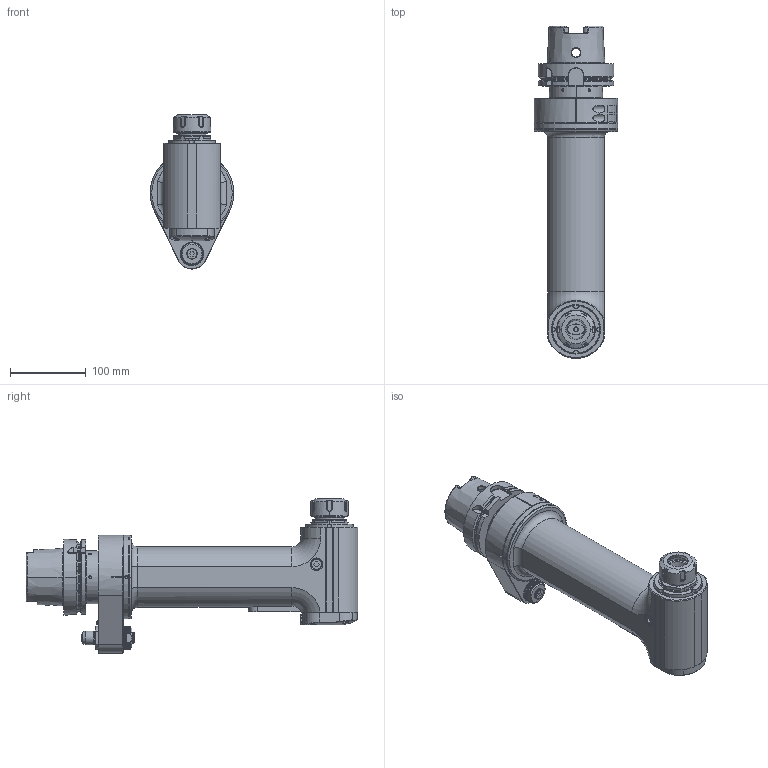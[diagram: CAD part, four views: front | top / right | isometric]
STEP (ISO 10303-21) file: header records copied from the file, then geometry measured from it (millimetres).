
FILE_DESCRIPTION((''),'2;1');
FILE_NAME('G9020L0-0R400A1C_518','2025-07-30T14:53:42',('gregorio.algeri'),(''),'CREO PARAMETRIC BY PTC INC, 2022014','CREO PARAMETRIC BY PTC INC, 2022014','');
FILE_SCHEMA(('CONFIG_CONTROL_DESIGN'));
Length unit declared in the file: millimetre
Products named in the file (1): G9020L0-0R400A1C_518
Bounding box: 110 x 437.5 x 203 mm (x, y, z)
Volume: 1808843.1 mm3; surface area: 367525.3 mm2
Topology: 3 solids, 15 shells, 2086 faces, 5273 edges, 3280 vertices
Faces by surface type: plane 947, cylinder 492, cone 414, torus 96, bspline 87, extrusion 50
Entity records: 85140 total; most frequent: CARTESIAN_POINT 36263, ORIENTED_EDGE 10440, DIRECTION 9630, EDGE_CURVE 5220, AXIS2_PLACEMENT_3D 3363, VERTEX_POINT 3281, VECTOR 2904, LINE 2854
